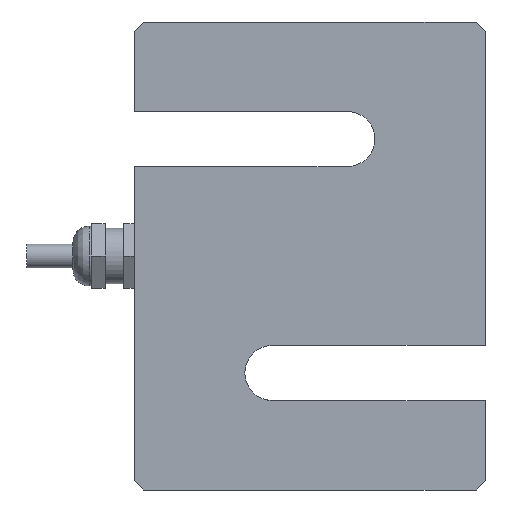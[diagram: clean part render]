
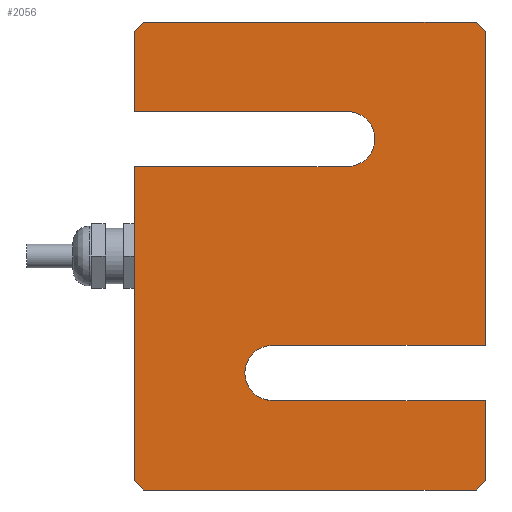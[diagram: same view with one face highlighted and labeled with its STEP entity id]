
A CAD part, front view. The second image highlights one B-rep face of the part: STEP entity #2056.
In plain terms, the highlighted planar face has unit normal (0, -1, 0).
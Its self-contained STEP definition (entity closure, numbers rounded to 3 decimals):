
#196=PLANE('',#2225);
#303=FACE_OUTER_BOUND('',#431,.T.);
#431=EDGE_LOOP('',(#1691,#1692,#1693,#1694,#1695,#1696,#1697,#1698,#1699,
#1700,#1701,#1702,#1703,#1704,#1705,#1706));
#565=LINE('',#5809,#713);
#567=LINE('',#5915,#715);
#571=LINE('',#6027,#719);
#574=LINE('',#6033,#722);
#577=LINE('',#6039,#725);
#579=LINE('',#6043,#727);
#581=LINE('',#6049,#729);
#583=LINE('',#6053,#731);
#584=LINE('',#6267,#732);
#586=LINE('',#6271,#734);
#588=LINE('',#6275,#736);
#589=LINE('',#6278,#737);
#590=LINE('',#6280,#738);
#591=LINE('',#6283,#739);
#713=VECTOR('',#2606,10.);
#715=VECTOR('',#2610,10.);
#719=VECTOR('',#2616,10.);
#722=VECTOR('',#2621,10.);
#725=VECTOR('',#2626,10.);
#727=VECTOR('',#2630,10.);
#729=VECTOR('',#2636,10.);
#731=VECTOR('',#2640,10.);
#732=VECTOR('',#2643,10.);
#734=VECTOR('',#2647,10.);
#736=VECTOR('',#2651,10.);
#737=VECTOR('',#2654,10.);
#738=VECTOR('',#2655,10.);
#739=VECTOR('',#2660,10.);
#778=CIRCLE('',#2226,6.);
#779=CIRCLE('',#2227,6.);
#959=VERTEX_POINT('',#5805);
#960=VERTEX_POINT('',#5807);
#962=VERTEX_POINT('',#5912);
#963=VERTEX_POINT('',#5914);
#964=VERTEX_POINT('',#6025);
#965=VERTEX_POINT('',#6029);
#966=VERTEX_POINT('',#6031);
#967=VERTEX_POINT('',#6035);
#968=VERTEX_POINT('',#6037);
#969=VERTEX_POINT('',#6041);
#971=VERTEX_POINT('',#6047);
#972=VERTEX_POINT('',#6051);
#973=VERTEX_POINT('',#6269);
#974=VERTEX_POINT('',#6273);
#975=VERTEX_POINT('',#6277);
#976=VERTEX_POINT('',#6279);
#1227=EDGE_CURVE('',#959,#960,#565,.T.);
#1230=EDGE_CURVE('',#963,#962,#567,.T.);
#1235=EDGE_CURVE('',#964,#963,#571,.T.);
#1238=EDGE_CURVE('',#965,#966,#574,.T.);
#1241=EDGE_CURVE('',#967,#968,#577,.T.);
#1243=EDGE_CURVE('',#966,#969,#579,.T.);
#1246=EDGE_CURVE('',#971,#969,#581,.T.);
#1248=EDGE_CURVE('',#971,#972,#583,.T.);
#1251=EDGE_CURVE('',#964,#972,#584,.T.);
#1253=EDGE_CURVE('',#960,#973,#586,.T.);
#1255=EDGE_CURVE('',#974,#973,#588,.T.);
#1256=EDGE_CURVE('',#967,#975,#589,.T.);
#1257=EDGE_CURVE('',#968,#976,#590,.T.);
#1258=EDGE_CURVE('',#976,#965,#778,.T.);
#1259=EDGE_CURVE('',#962,#959,#779,.T.);
#1260=EDGE_CURVE('',#974,#975,#591,.T.);
#1691=ORIENTED_EDGE('',*,*,#1256,.F.);
#1692=ORIENTED_EDGE('',*,*,#1241,.T.);
#1693=ORIENTED_EDGE('',*,*,#1257,.T.);
#1694=ORIENTED_EDGE('',*,*,#1258,.T.);
#1695=ORIENTED_EDGE('',*,*,#1238,.T.);
#1696=ORIENTED_EDGE('',*,*,#1243,.T.);
#1697=ORIENTED_EDGE('',*,*,#1246,.F.);
#1698=ORIENTED_EDGE('',*,*,#1248,.T.);
#1699=ORIENTED_EDGE('',*,*,#1251,.F.);
#1700=ORIENTED_EDGE('',*,*,#1235,.T.);
#1701=ORIENTED_EDGE('',*,*,#1230,.T.);
#1702=ORIENTED_EDGE('',*,*,#1259,.T.);
#1703=ORIENTED_EDGE('',*,*,#1227,.T.);
#1704=ORIENTED_EDGE('',*,*,#1253,.T.);
#1705=ORIENTED_EDGE('',*,*,#1255,.F.);
#1706=ORIENTED_EDGE('',*,*,#1260,.T.);
#2056=ADVANCED_FACE('',(#303),#196,.F.);
#2225=AXIS2_PLACEMENT_3D('',#6276,#2652,#2653);
#2226=AXIS2_PLACEMENT_3D('',#6281,#2656,#2657);
#2227=AXIS2_PLACEMENT_3D('',#6282,#2658,#2659);
#2606=DIRECTION('',(1.,0.,0.));
#2610=DIRECTION('',(-1.,0.,0.));
#2616=DIRECTION('',(0.,0.,1.));
#2621=DIRECTION('',(-1.,0.,0.));
#2626=DIRECTION('',(0.,0.,-1.));
#2630=DIRECTION('',(0.,0.,-1.));
#2636=DIRECTION('',(-0.707,0.,0.707));
#2640=DIRECTION('',(1.,0.,0.));
#2643=DIRECTION('',(-0.707,0.,-0.707));
#2647=DIRECTION('',(0.,0.,1.));
#2651=DIRECTION('',(0.707,0.,-0.707));
#2652=DIRECTION('center_axis',(0.,1.,0.));
#2653=DIRECTION('ref_axis',(1.,0.,0.));
#2654=DIRECTION('',(0.707,0.,0.707));
#2655=DIRECTION('',(1.,0.,0.));
#2656=DIRECTION('center_axis',(0.,1.,0.));
#2657=DIRECTION('ref_axis',(0.,0.,1.));
#2658=DIRECTION('center_axis',(0.,1.,0.));
#2659=DIRECTION('ref_axis',(0.,0.,-1.));
#2660=DIRECTION('',(-1.,0.,0.));
#5805=CARTESIAN_POINT('',(-8.1,-15.875,-19.4));
#5807=CARTESIAN_POINT('',(38.1,-15.875,-19.4));
#5809=CARTESIAN_POINT('',(38.1,-15.875,-19.4));
#5912=CARTESIAN_POINT('',(-8.1,-15.875,-31.4));
#5914=CARTESIAN_POINT('',(38.1,-15.875,-31.4));
#5915=CARTESIAN_POINT('',(38.1,-15.875,-31.4));
#6025=CARTESIAN_POINT('',(38.1,-15.875,-48.8));
#6027=CARTESIAN_POINT('',(38.1,-15.875,-50.8));
#6029=CARTESIAN_POINT('',(8.1,-15.875,19.4));
#6031=CARTESIAN_POINT('',(-38.1,-15.875,19.4));
#6033=CARTESIAN_POINT('',(-38.1,-15.875,19.4));
#6035=CARTESIAN_POINT('',(-38.1,-15.875,48.8));
#6037=CARTESIAN_POINT('',(-38.1,-15.875,31.4));
#6039=CARTESIAN_POINT('',(-38.1,-15.875,50.8));
#6041=CARTESIAN_POINT('',(-38.1,-15.875,-48.8));
#6043=CARTESIAN_POINT('',(-38.1,-15.875,50.8));
#6047=CARTESIAN_POINT('',(-36.1,-15.875,-50.8));
#6049=CARTESIAN_POINT('',(-40.275,-15.875,-46.625));
#6051=CARTESIAN_POINT('',(36.1,-15.875,-50.8));
#6053=CARTESIAN_POINT('',(-38.1,-15.875,-50.8));
#6267=CARTESIAN_POINT('',(40.275,-15.875,-46.625));
#6269=CARTESIAN_POINT('',(38.1,-15.875,48.8));
#6271=CARTESIAN_POINT('',(38.1,-15.875,-50.8));
#6273=CARTESIAN_POINT('',(36.1,-15.875,50.8));
#6275=CARTESIAN_POINT('',(40.275,-15.875,46.625));
#6276=CARTESIAN_POINT('Origin',(0.,-15.875,0.));
#6277=CARTESIAN_POINT('',(-36.1,-15.875,50.8));
#6278=CARTESIAN_POINT('',(-40.275,-15.875,46.625));
#6279=CARTESIAN_POINT('',(8.1,-15.875,31.4));
#6280=CARTESIAN_POINT('',(-38.1,-15.875,31.4));
#6281=CARTESIAN_POINT('Origin',(8.1,-15.875,25.4));
#6282=CARTESIAN_POINT('Origin',(-8.1,-15.875,-25.4));
#6283=CARTESIAN_POINT('',(38.1,-15.875,50.8));
